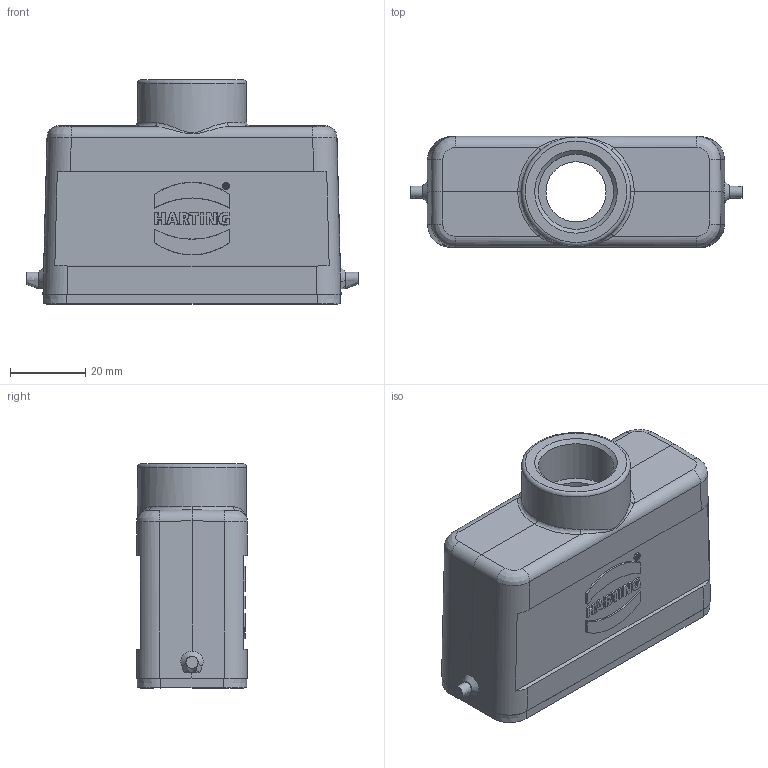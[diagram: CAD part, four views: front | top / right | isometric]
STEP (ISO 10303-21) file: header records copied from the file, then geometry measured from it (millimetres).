
FILE_DESCRIPTION(/* description */ (''),/* implementation_level */ '2;1');
FILE_NAME(/* name */ '100094848ugm000_c.stp',/* time_stamp */ '2017-11-06T10:51:15+01:00',/* author */ (''),/* organization */ (''),/* preprocessor_version */ 'ST-DEVELOPER v16',/* originating_system */ 'SIEMENS PLM Software NX 10.0',/* authorisation */ '');
FILE_SCHEMA (('AUTOMOTIVE_DESIGN { 1 0 10303 214 3 1 1 1 }'));
Length unit declared in the file: millimetre
Products named in the file (1): 100094848ugm000_c
Bounding box: 88.3 x 29.5 x 59.7 mm (x, y, z)
Volume: 34191.7 mm3; surface area: 24939.8 mm2
Topology: 1 solids, 1 shells, 338 faces, 856 edges, 532 vertices
Faces by surface type: plane 163, bspline 78, cylinder 77, cone 17, torus 3
Full cylindrical faces by diameter (mm): 3 x4, 16 x1, 20 x1, 29 x1
Entity records: 12866 total; most frequent: CARTESIAN_POINT 4515, ORIENTED_EDGE 1632, DIRECTION 1413, EDGE_CURVE 816, VERTEX_POINT 521, AXIS2_PLACEMENT_3D 480, LINE 453, VECTOR 453
